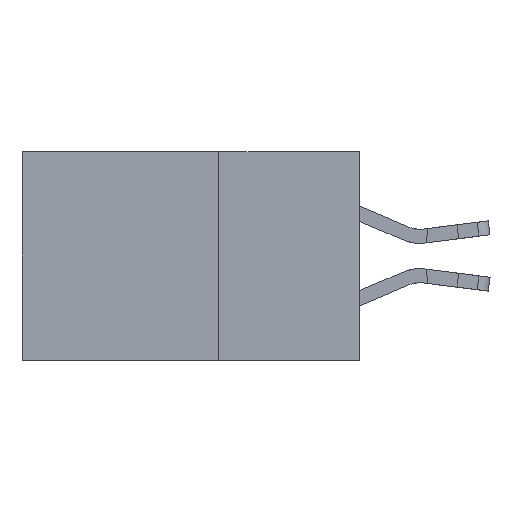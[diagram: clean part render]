
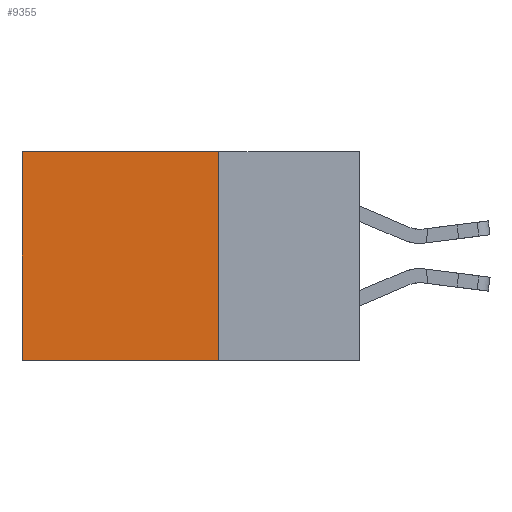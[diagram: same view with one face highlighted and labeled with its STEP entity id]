
A CAD part, left-side view. The second image highlights one B-rep face of the part: STEP entity #9355.
In plain terms, the highlighted planar face has unit normal (-1, 0, 0).
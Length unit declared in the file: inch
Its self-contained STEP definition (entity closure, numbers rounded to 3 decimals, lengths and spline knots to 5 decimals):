
#483 = DIRECTION ( 'NONE',  ( 0., 0., -1. ) ) ;
#702 = VECTOR ( 'NONE', #18879, 39.37008 ) ;
#1090 = ORIENTED_EDGE ( 'NONE', *, *, #16161, .F. ) ;
#2175 = VECTOR ( 'NONE', #19069, 39.37008 ) ;
#2208 = FACE_OUTER_BOUND ( 'NONE', #17391, .T. ) ;
#2357 = VECTOR ( 'NONE', #8782, 39.37008 ) ;
#2723 = LINE ( 'NONE', #7265, #20479 ) ;
#3300 = DIRECTION ( 'NONE',  ( 1., 0., 0. ) ) ;
#4875 = EDGE_CURVE ( 'NONE', #11810, #9816, #7686, .T. ) ;
#6762 = LINE ( 'NONE', #10589, #2175 ) ;
#7177 = ORIENTED_EDGE ( 'NONE', *, *, #18005, .T. ) ;
#7265 = CARTESIAN_POINT ( 'NONE',  ( 0.2875, 0.25, 0. ) ) ;
#7686 = LINE ( 'NONE', #18724, #702 ) ;
#8722 = CARTESIAN_POINT ( 'NONE',  ( 0.2875, 0.25, -0.37 ) ) ;
#8782 = DIRECTION ( 'NONE',  ( 0., 1., 0. ) ) ;
#9355 = ADVANCED_FACE ( 'NONE', ( #2208 ), #21720, .F. ) ;
#9705 = ORIENTED_EDGE ( 'NONE', *, *, #15823, .F. ) ;
#9816 = VERTEX_POINT ( 'NONE', #14128 ) ;
#10059 = DIRECTION ( 'NONE',  ( 0., 0., -1. ) ) ;
#10589 = CARTESIAN_POINT ( 'NONE',  ( 0.2875, 0.25, -0.37 ) ) ;
#10685 = LINE ( 'NONE', #22236, #2357 ) ;
#11213 = CARTESIAN_POINT ( 'NONE',  ( 0.2875, 0.25, 0. ) ) ;
#11525 = CARTESIAN_POINT ( 'NONE',  ( 0.2875, 0.25, 0. ) ) ;
#11810 = VERTEX_POINT ( 'NONE', #21218 ) ;
#13124 = VERTEX_POINT ( 'NONE', #8722 ) ;
#14128 = CARTESIAN_POINT ( 'NONE',  ( 0.2875, 0.6, -0.37 ) ) ;
#15823 = EDGE_CURVE ( 'NONE', #16358, #13124, #2723, .T. ) ;
#16161 = EDGE_CURVE ( 'NONE', #13124, #9816, #6762, .T. ) ;
#16358 = VERTEX_POINT ( 'NONE', #11213 ) ;
#17391 = EDGE_LOOP ( 'NONE', ( #20357, #1090, #9705, #7177 ) ) ;
#18005 = EDGE_CURVE ( 'NONE', #16358, #11810, #10685, .T. ) ;
#18724 = CARTESIAN_POINT ( 'NONE',  ( 0.2875, 0.6, 0. ) ) ;
#18879 = DIRECTION ( 'NONE',  ( 0., 0., -1. ) ) ;
#18880 = AXIS2_PLACEMENT_3D ( 'NONE', #11525, #3300, #10059 ) ;
#19069 = DIRECTION ( 'NONE',  ( 0., 1., 0. ) ) ;
#20357 = ORIENTED_EDGE ( 'NONE', *, *, #4875, .T. ) ;
#20479 = VECTOR ( 'NONE', #483, 39.37008 ) ;
#21218 = CARTESIAN_POINT ( 'NONE',  ( 0.2875, 0.6, 0. ) ) ;
#21720 = PLANE ( 'NONE',  #18880 ) ;
#22236 = CARTESIAN_POINT ( 'NONE',  ( 0.2875, 0.25, 0. ) ) ;
